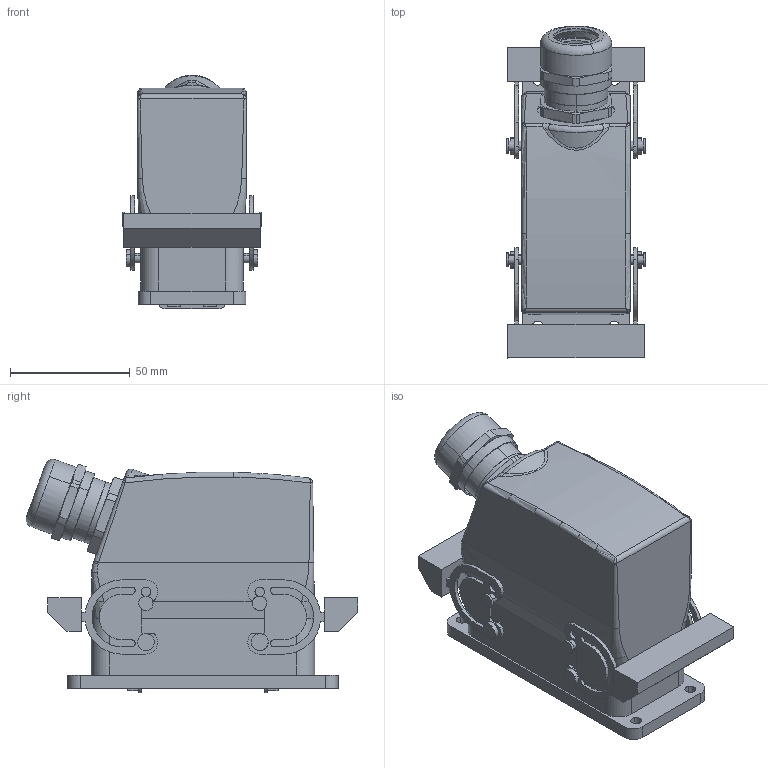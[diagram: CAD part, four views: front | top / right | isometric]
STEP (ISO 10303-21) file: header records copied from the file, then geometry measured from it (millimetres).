
FILE_DESCRIPTION(('CATIA V5 STEP Exchange','CAx-IF Rec.Pracs.--- Model Styling and Organization---1.5--- 2016-08-15','CAx-IF Rec.Pracs.---Supplemental Geometry---1.0---2011-11-01','CAx-IF Rec.Pracs.--- Composite Materials ---1.1---2010-07-15'),'2;1');
FILE_NAME ('019682-1_2', '2025-08-26T06:43:31+00:00', ('none'), ('Weidmueller'), 'CATIA Version 5-6 Release 2024 SP4', 'CATIA V5 STEP AP214 v3', 'none');
FILE_SCHEMA(('AUTOMOTIVE_DESIGN { 1 0 10303 214 1 1 1 1 }'));
Products named in the file (1): 1724000000 
Bounding box: 58 x 138.57 x 97.43 mm (x, y, z)
Volume: 177263.7 mm3; surface area: 115624 mm2
Topology: 2 solids, 3 shells, 2485 faces, 7518 edges, 4836 vertices
Faces by surface type: plane 1234, cylinder 622, torus 199, cone 150, bspline 120, extrusion 108, revolution 28, sphere 24
Entity records: 94081 total; most frequent: CARTESIAN_POINT 32211, ORIENTED_EDGE 14936, DIRECTION 9326, EDGE_CURVE 7468, VERTEX_POINT 4836, VECTOR 3869, LINE 3761, AXIS2_PLACEMENT_3D 3709
